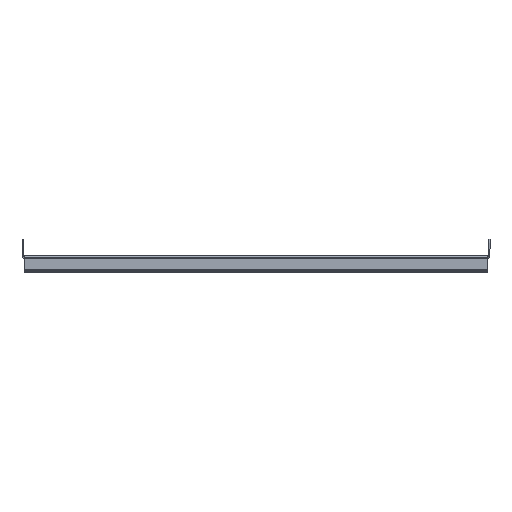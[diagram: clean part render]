
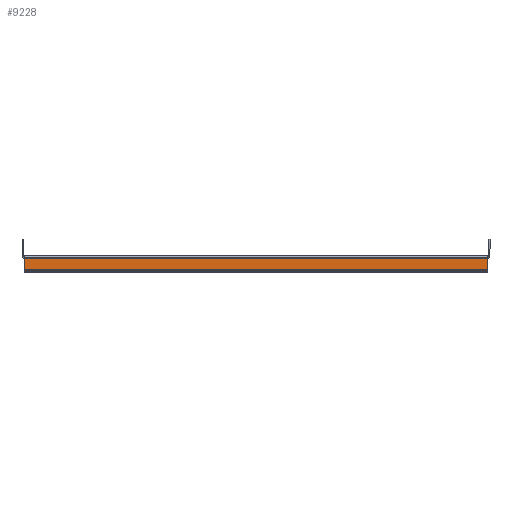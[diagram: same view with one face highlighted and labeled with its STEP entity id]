
A CAD part, top view. The second image highlights one B-rep face of the part: STEP entity #9228.
In plain terms, the highlighted planar face has unit normal (0, 0, 1).
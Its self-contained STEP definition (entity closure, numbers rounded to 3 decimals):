
#455 = EDGE_CURVE ( 'NONE', #9677, #27016, #29956, .T. ) ;
#1141 = CARTESIAN_POINT ( 'NONE',  ( -293., -3., 398.5 ) ) ;
#1339 = CARTESIAN_POINT ( 'NONE',  ( -293., -24.243, 398.5 ) ) ;
#2151 = FACE_OUTER_BOUND ( 'NONE', #25013, .T. ) ;
#2234 = CARTESIAN_POINT ( 'NONE',  ( 293., -24.243, 398.5 ) ) ;
#2619 = PLANE ( 'NONE',  #7530 ) ;
#5707 = VERTEX_POINT ( 'NONE', #30903 ) ;
#6430 = ORIENTED_EDGE ( 'NONE', *, *, #455, .F. ) ;
#6720 = EDGE_CURVE ( 'NONE', #9677, #29615, #27443, .T. ) ;
#7306 = LINE ( 'NONE', #9474, #12764 ) ;
#7530 = AXIS2_PLACEMENT_3D ( 'NONE', #9177, #26202, #21201 ) ;
#8078 = DIRECTION ( 'NONE',  ( 1., 0., 0. ) ) ;
#9170 = DIRECTION ( 'NONE',  ( -1., 0., 0. ) ) ;
#9177 = CARTESIAN_POINT ( 'NONE',  ( 0., 0., 398.5 ) ) ;
#9228 = ADVANCED_FACE ( 'NONE', ( #2151 ), #2619, .T. ) ;
#9263 = ORIENTED_EDGE ( 'NONE', *, *, #27720, .T. ) ;
#9474 = CARTESIAN_POINT ( 'NONE',  ( 0., -3., 398.5 ) ) ;
#9677 = VERTEX_POINT ( 'NONE', #28108 ) ;
#9775 = VECTOR ( 'NONE', #14109, 1000. ) ;
#10554 = CARTESIAN_POINT ( 'NONE',  ( -296., -17., 398.5 ) ) ;
#10696 = ORIENTED_EDGE ( 'NONE', *, *, #16090, .T. ) ;
#12132 = VECTOR ( 'NONE', #20247, 1000. ) ;
#12764 = VECTOR ( 'NONE', #9170, 1000. ) ;
#14109 = DIRECTION ( 'NONE',  ( 0., 1., 0. ) ) ;
#15393 = CARTESIAN_POINT ( 'NONE',  ( 293., -17., 398.5 ) ) ;
#16090 = EDGE_CURVE ( 'NONE', #29615, #5707, #21609, .T. ) ;
#20247 = DIRECTION ( 'NONE',  ( 0., 1., 0. ) ) ;
#21201 = DIRECTION ( 'NONE',  ( 0., -1., 0. ) ) ;
#21609 = LINE ( 'NONE', #2234, #9775 ) ;
#22720 = ORIENTED_EDGE ( 'NONE', *, *, #6720, .T. ) ;
#25013 = EDGE_LOOP ( 'NONE', ( #6430, #22720, #10696, #9263 ) ) ;
#26202 = DIRECTION ( 'NONE',  ( 0., 0., 1. ) ) ;
#26987 = VECTOR ( 'NONE', #8078, 1000. ) ;
#27016 = VERTEX_POINT ( 'NONE', #1141 ) ;
#27443 = LINE ( 'NONE', #10554, #26987 ) ;
#27720 = EDGE_CURVE ( 'NONE', #5707, #27016, #7306, .T. ) ;
#28108 = CARTESIAN_POINT ( 'NONE',  ( -293., -17., 398.5 ) ) ;
#29615 = VERTEX_POINT ( 'NONE', #15393 ) ;
#29956 = LINE ( 'NONE', #1339, #12132 ) ;
#30903 = CARTESIAN_POINT ( 'NONE',  ( 293., -3., 398.5 ) ) ;
